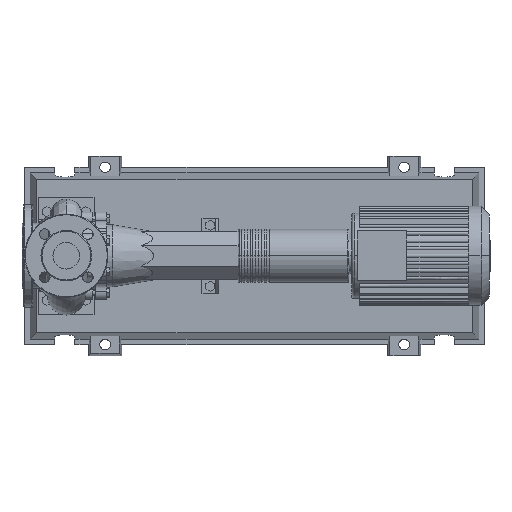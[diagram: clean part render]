
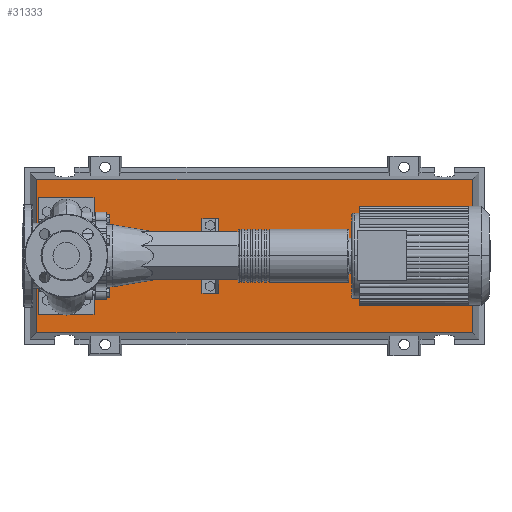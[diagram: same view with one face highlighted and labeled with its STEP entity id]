
A CAD part, top view. The second image highlights one B-rep face of the part: STEP entity #31333.
In plain terms, the highlighted planar face has unit normal (0, 0, 1).
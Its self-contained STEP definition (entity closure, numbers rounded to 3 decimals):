
#31014=CARTESIAN_POINT('',(733.292,-138.292,83.0));
#31015=VERTEX_POINT('',#31014);
#31022=CARTESIAN_POINT('',(-53.292,-138.292,83.0));
#31023=VERTEX_POINT('',#31022);
#31024=CARTESIAN_POINT('',(733.292,-138.292,83.0));
#31025=DIRECTION('',(-1.0,0.0,0.0));
#31026=VECTOR('',#31025,786.584);
#31027=LINE('',#31024,#31026);
#31028=EDGE_CURVE('',#31015,#31023,#31027,.T.);
#31246=CARTESIAN_POINT('',(733.292,138.292,83.0));
#31247=VERTEX_POINT('',#31246);
#31248=CARTESIAN_POINT('',(733.292,138.292,83.0));
#31249=DIRECTION('',(0.0,-1.0,0.0));
#31250=VECTOR('',#31249,276.584);
#31251=LINE('',#31248,#31250);
#31252=EDGE_CURVE('',#31247,#31015,#31251,.T.);
#31270=CARTESIAN_POINT('',(-53.292,138.292,83.0));
#31271=VERTEX_POINT('',#31270);
#31272=CARTESIAN_POINT('',(-53.292,-138.292,83.0));
#31273=DIRECTION('',(0.0,1.0,0.0));
#31274=VECTOR('',#31273,276.584);
#31275=LINE('',#31272,#31274);
#31276=EDGE_CURVE('',#31023,#31271,#31275,.T.);
#31309=CARTESIAN_POINT('',(-53.292,138.292,83.0));
#31310=DIRECTION('',(1.0,0.0,0.0));
#31311=VECTOR('',#31310,786.584);
#31312=LINE('',#31309,#31311);
#31313=EDGE_CURVE('',#31271,#31247,#31312,.T.);
#31322=CARTESIAN_POINT('',(340.,0.,83.0));
#31323=DIRECTION('',(0.0,0.0,1.0));
#31324=DIRECTION('',(1.0,0.0,0.0));
#31325=AXIS2_PLACEMENT_3D('',#31322,#31323,#31324);
#31326=PLANE('',#31325);
#31327=ORIENTED_EDGE('',*,*,#31252,.F.);
#31328=ORIENTED_EDGE('',*,*,#31313,.F.);
#31329=ORIENTED_EDGE('',*,*,#31276,.F.);
#31330=ORIENTED_EDGE('',*,*,#31028,.F.);
#31331=EDGE_LOOP('',(#31327,#31328,#31329,#31330));
#31332=FACE_OUTER_BOUND('',#31331,.T.);
#31333=ADVANCED_FACE('',(#31332),#31326,.T.);
